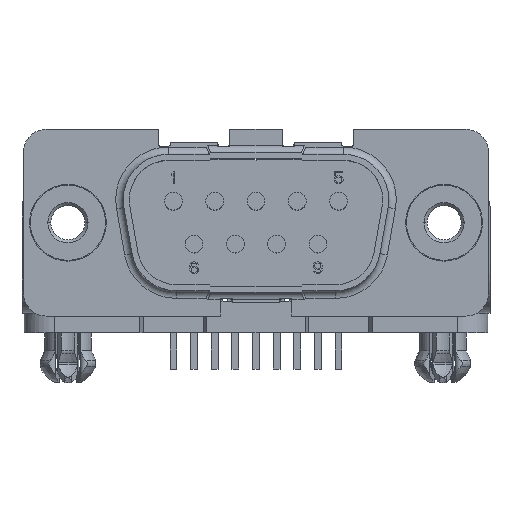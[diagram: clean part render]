
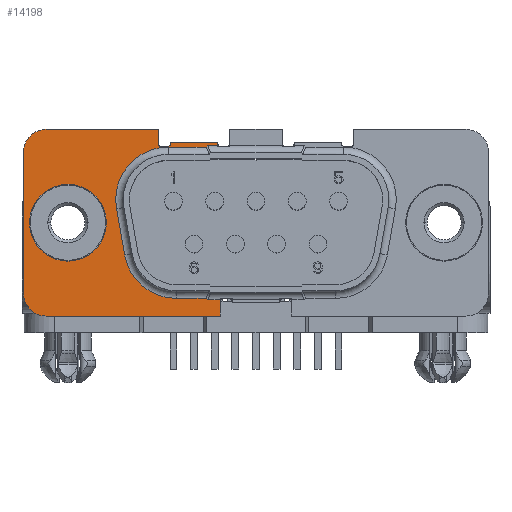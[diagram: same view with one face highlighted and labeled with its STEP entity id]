
A CAD part, top view. The second image highlights one B-rep face of the part: STEP entity #14198.
In plain terms, the highlighted planar face has unit normal (0, 0, 1).
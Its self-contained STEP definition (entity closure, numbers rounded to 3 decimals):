
#2842=CARTESIAN_POINT('',(-12.495,0.,-6.1));
#2843=DIRECTION('',(0.,0.,-1.));
#2844=DIRECTION('',(1.,0.,0.));
#2845=AXIS2_PLACEMENT_3D('',#2842,#2843,#2844);
#2847=CARTESIAN_POINT('',(-12.495,0.,-6.1));
#2848=DIRECTION('',(0.,0.,-1.));
#2849=DIRECTION('',(-1.,0.,0.));
#2850=AXIS2_PLACEMENT_3D('',#2847,#2848,#2849);
#2862=DIRECTION('',(-1.,0.,0.));
#2863=VECTOR('',#2862,0.832);
#2864=CARTESIAN_POINT('',(-2.375,-5.13,-6.1));
#2865=LINE('',#2864,#2863);
#2866=DIRECTION('',(0.,-1.,0.));
#2867=VECTOR('',#2866,0.08);
#2868=CARTESIAN_POINT('',(-2.375,-5.05,-6.1));
#2869=LINE('',#2868,#2867);
#2870=DIRECTION('',(1.,0.,0.));
#2871=VECTOR('',#2870,0.2);
#2872=CARTESIAN_POINT('',(-2.375,-5.05,-6.1));
#2873=LINE('',#2872,#2871);
#2874=DIRECTION('',(0.,1.,0.));
#2875=VECTOR('',#2874,0.95);
#2876=CARTESIAN_POINT('',(-2.375,-6.2,-6.1));
#2877=LINE('',#2876,#2875);
#2878=DIRECTION('',(1.,0.,0.));
#2879=VECTOR('',#2878,11.57);
#2880=CARTESIAN_POINT('',(-13.945,-6.2,-6.1));
#2881=LINE('',#2880,#2879);
#2882=CARTESIAN_POINT('',(-13.945,-4.7,-6.1));
#2883=DIRECTION('',(0.,0.,1.));
#2884=DIRECTION('',(-1.,0.,0.));
#2885=AXIS2_PLACEMENT_3D('',#2882,#2883,#2884);
#2887=DIRECTION('',(0.,-1.,0.));
#2888=VECTOR('',#2887,9.4);
#2889=CARTESIAN_POINT('',(-15.445,4.7,-6.1));
#2890=LINE('',#2889,#2888);
#2891=CARTESIAN_POINT('',(-13.945,4.7,-6.1));
#2892=DIRECTION('',(0.,0.,1.));
#2893=DIRECTION('',(0.,1.,0.));
#2894=AXIS2_PLACEMENT_3D('',#2891,#2892,#2893);
#2896=DIRECTION('',(-1.,0.,0.));
#2897=VECTOR('',#2896,7.46);
#2898=CARTESIAN_POINT('',(-6.485,6.2,-6.1));
#2899=LINE('',#2898,#2897);
#2900=DIRECTION('',(0.,1.,0.));
#2901=VECTOR('',#2900,0.95);
#2902=CARTESIAN_POINT('',(-6.485,5.25,-6.1));
#2903=LINE('',#2902,#2901);
#2904=DIRECTION('',(-1.,0.,0.));
#2905=VECTOR('',#2904,0.4);
#2906=CARTESIAN_POINT('',(-5.885,5.05,-6.1));
#2907=LINE('',#2906,#2905);
#2908=DIRECTION('',(1.,0.,0.));
#2909=VECTOR('',#2908,3.15);
#2910=CARTESIAN_POINT('',(-5.685,5.3,-6.1));
#2911=LINE('',#2910,#2909);
#2912=DIRECTION('',(1.,0.,0.));
#2913=VECTOR('',#2912,0.2);
#2914=CARTESIAN_POINT('',(-2.535,5.05,-6.1));
#2915=LINE('',#2914,#2913);
#2916=DIRECTION('',(0.,1.,0.));
#2917=VECTOR('',#2916,0.08);
#2918=CARTESIAN_POINT('',(-2.535,5.05,-6.1));
#2919=LINE('',#2918,#2917);
#2920=DIRECTION('',(1.,0.,0.));
#2921=VECTOR('',#2920,0.672);
#2922=CARTESIAN_POINT('',(-3.207,5.13,-6.1));
#2923=LINE('',#2922,#2921);
#2924=DIRECTION('',(0.707,0.707,0.));
#2925=VECTOR('',#2924,0.141);
#2926=CARTESIAN_POINT('',(-3.307,5.03,-6.1));
#2927=LINE('',#2926,#2925);
#2928=DIRECTION('',(1.,0.,0.));
#2929=VECTOR('',#2928,2.513);
#2930=CARTESIAN_POINT('',(-5.82,5.03,-6.1));
#2931=LINE('',#2930,#2929);
#2932=CARTESIAN_POINT('',(-5.82,1.53,-6.1));
#2933=DIRECTION('',(0.,0.,-1.));
#2934=DIRECTION('',(-0.985,-0.174,0.));
#2935=AXIS2_PLACEMENT_3D('',#2932,#2933,#2934);
#2937=DIRECTION('',(-0.174,0.985,0.));
#2938=VECTOR('',#2937,3.107);
#2939=CARTESIAN_POINT('',(-8.727,-2.138,-6.1));
#2940=LINE('',#2939,#2938);
#2941=CARTESIAN_POINT('',(-5.28,-1.53,-6.1));
#2942=DIRECTION('',(0.,0.,-1.));
#2943=DIRECTION('',(0.,-1.,0.));
#2944=AXIS2_PLACEMENT_3D('',#2941,#2942,#2943);
#2946=DIRECTION('',(-1.,0.,0.));
#2947=VECTOR('',#2946,1.973);
#2948=CARTESIAN_POINT('',(-3.307,-5.03,-6.1));
#2949=LINE('',#2948,#2947);
#2950=DIRECTION('',(-0.707,0.707,0.));
#2951=VECTOR('',#2950,0.141);
#2952=CARTESIAN_POINT('',(-3.207,-5.13,-6.1));
#2953=LINE('',#2952,#2951);
#4126=CARTESIAN_POINT('',(-3.307,-5.03,-6.1));
#4202=CARTESIAN_POINT('',(-3.207,5.13,-6.1));
#5340=DIRECTION('',(0.,-1.,0.));
#5341=VECTOR('',#5340,0.05);
#5342=CARTESIAN_POINT('',(-5.685,5.3,-6.1));
#5343=LINE('',#5342,#5341);
#5352=DIRECTION('',(0.,-1.,0.));
#5353=VECTOR('',#5352,0.05);
#5354=CARTESIAN_POINT('',(-2.535,5.3,-6.1));
#5355=LINE('',#5354,#5353);
#5373=CARTESIAN_POINT('',(-2.335,5.25,-6.1));
#5374=DIRECTION('',(0.,0.,-1.));
#5375=DIRECTION('',(0.,-1.,0.));
#5376=AXIS2_PLACEMENT_3D('',#5373,#5374,#5375);
#5391=CARTESIAN_POINT('',(-5.885,5.25,-6.1));
#5392=DIRECTION('',(0.,0.,-1.));
#5393=DIRECTION('',(1.,0.,0.));
#5394=AXIS2_PLACEMENT_3D('',#5391,#5392,#5393);
#7899=CARTESIAN_POINT('',(-2.175,-5.25,-6.1));
#7900=DIRECTION('',(0.,0.,-1.));
#7901=DIRECTION('',(-1.,0.,0.));
#7902=AXIS2_PLACEMENT_3D('',#7899,#7900,#7901);
#8041=CARTESIAN_POINT('',(-6.285,5.25,-6.1));
#8042=DIRECTION('',(0.,0.,-1.));
#8043=DIRECTION('',(0.,-1.,0.));
#8044=AXIS2_PLACEMENT_3D('',#8041,#8042,#8043);
#9428=CARTESIAN_POINT('',(-9.945,0.,-6.1));
#9429=CARTESIAN_POINT('',(-15.045,0.,-6.1));
#9430=VERTEX_POINT('',#9428);
#9431=VERTEX_POINT('',#9429);
#9440=CARTESIAN_POINT('',(-6.485,6.2,-6.1));
#9441=CARTESIAN_POINT('',(-13.945,6.2,-6.1));
#9442=VERTEX_POINT('',#9440);
#9443=VERTEX_POINT('',#9441);
#9444=CARTESIAN_POINT('',(-15.445,4.7,-6.1));
#9445=VERTEX_POINT('',#9444);
#9446=CARTESIAN_POINT('',(-15.445,-4.7,-6.1));
#9447=VERTEX_POINT('',#9446);
#9448=CARTESIAN_POINT('',(-13.945,-6.2,-6.1));
#9449=VERTEX_POINT('',#9448);
#9450=CARTESIAN_POINT('',(-2.375,-6.2,-6.1));
#9451=VERTEX_POINT('',#9450);
#10227=CARTESIAN_POINT('',(-5.685,5.3,-6.1));
#10229=VERTEX_POINT('',#10227);
#10233=CARTESIAN_POINT('',(-2.535,5.3,-6.1));
#10235=VERTEX_POINT('',#10233);
#10259=CARTESIAN_POINT('',(-6.485,5.25,-6.1));
#10261=VERTEX_POINT('',#10259);
#10263=CARTESIAN_POINT('',(-6.285,5.05,-6.1));
#10265=VERTEX_POINT('',#10263);
#10284=CARTESIAN_POINT('',(-5.885,5.05,-6.1));
#10285=VERTEX_POINT('',#10284);
#10292=CARTESIAN_POINT('',(-5.685,5.25,-6.1));
#10293=VERTEX_POINT('',#10292);
#10300=CARTESIAN_POINT('',(-2.335,5.05,-6.1));
#10301=VERTEX_POINT('',#10300);
#10302=CARTESIAN_POINT('',(-2.535,5.25,-6.1));
#10303=VERTEX_POINT('',#10302);
#10323=CARTESIAN_POINT('',(-2.175,-5.05,-6.1));
#10325=VERTEX_POINT('',#10323);
#10327=CARTESIAN_POINT('',(-2.375,-5.25,-6.1));
#10329=VERTEX_POINT('',#10327);
#10349=VERTEX_POINT('',#4126);
#10351=VERTEX_POINT('',#4202);
#10372=CARTESIAN_POINT('',(-5.28,-5.03,-6.1));
#10373=CARTESIAN_POINT('',(-8.727,-2.138,-6.1));
#10374=VERTEX_POINT('',#10372);
#10375=VERTEX_POINT('',#10373);
#10378=CARTESIAN_POINT('',(-9.267,0.922,-6.1));
#10379=VERTEX_POINT('',#10378);
#10382=CARTESIAN_POINT('',(-5.82,5.03,-6.1));
#10383=VERTEX_POINT('',#10382);
#10384=CARTESIAN_POINT('',(-3.307,5.03,-6.1));
#10385=VERTEX_POINT('',#10384);
#10522=CARTESIAN_POINT('',(-2.535,5.13,-6.1));
#10523=VERTEX_POINT('',#10522);
#10524=CARTESIAN_POINT('',(-3.207,-5.13,-6.1));
#10525=VERTEX_POINT('',#10524);
#10526=CARTESIAN_POINT('',(-2.375,-5.13,-6.1));
#10527=VERTEX_POINT('',#10526);
#10921=CARTESIAN_POINT('',(-2.375,-5.05,-6.1));
#10923=VERTEX_POINT('',#10921);
#10932=CARTESIAN_POINT('',(-2.535,5.05,-6.1));
#10934=VERTEX_POINT('',#10932);
#14131=CARTESIAN_POINT('',(0.,0.,-6.1));
#14132=DIRECTION('',(0.,0.,1.));
#14133=DIRECTION('',(1.,0.,0.));
#14134=AXIS2_PLACEMENT_3D('',#14131,#14132,#14133);
#14135=PLANE('',#14134);
#14137=ORIENTED_EDGE('',*,*,#14136,.F.);
#14139=ORIENTED_EDGE('',*,*,#14138,.F.);
#14141=ORIENTED_EDGE('',*,*,#14140,.T.);
#14143=ORIENTED_EDGE('',*,*,#14142,.F.);
#14145=ORIENTED_EDGE('',*,*,#14144,.F.);
#14147=ORIENTED_EDGE('',*,*,#14146,.F.);
#14149=ORIENTED_EDGE('',*,*,#14148,.F.);
#14151=ORIENTED_EDGE('',*,*,#14150,.F.);
#14153=ORIENTED_EDGE('',*,*,#14152,.F.);
#14155=ORIENTED_EDGE('',*,*,#14154,.F.);
#14157=ORIENTED_EDGE('',*,*,#14156,.F.);
#14159=ORIENTED_EDGE('',*,*,#14158,.F.);
#14160=ORIENTED_EDGE('',*,*,#14084,.F.);
#14162=ORIENTED_EDGE('',*,*,#14161,.F.);
#14164=ORIENTED_EDGE('',*,*,#14163,.F.);
#14166=ORIENTED_EDGE('',*,*,#14165,.T.);
#14168=ORIENTED_EDGE('',*,*,#14167,.T.);
#14170=ORIENTED_EDGE('',*,*,#14169,.F.);
#14171=ORIENTED_EDGE('',*,*,#14066,.F.);
#14173=ORIENTED_EDGE('',*,*,#14172,.T.);
#14175=ORIENTED_EDGE('',*,*,#14174,.F.);
#14177=ORIENTED_EDGE('',*,*,#14176,.F.);
#14179=ORIENTED_EDGE('',*,*,#14178,.F.);
#14181=ORIENTED_EDGE('',*,*,#14180,.F.);
#14183=ORIENTED_EDGE('',*,*,#14182,.F.);
#14185=ORIENTED_EDGE('',*,*,#14184,.F.);
#14187=ORIENTED_EDGE('',*,*,#14186,.F.);
#14189=ORIENTED_EDGE('',*,*,#14188,.F.);
#14190=EDGE_LOOP('',(#14137,#14139,#14141,#14143,#14145,#14147,#14149,#14151,
#14153,#14155,#14157,#14159,#14160,#14162,#14164,#14166,#14168,#14170,#14171,
#14173,#14175,#14177,#14179,#14181,#14183,#14185,#14187,#14189));
#14191=FACE_OUTER_BOUND('',#14190,.F.);
#14193=ORIENTED_EDGE('',*,*,#14192,.F.);
#14195=ORIENTED_EDGE('',*,*,#14194,.F.);
#14196=EDGE_LOOP('',(#14193,#14195));
#14197=FACE_BOUND('',#14196,.F.);
#14198=ADVANCED_FACE('',(#14191,#14197),#14135,.T.);
#2846=CIRCLE('',#2845,2.55);
#2851=CIRCLE('',#2850,2.55);
#2886=CIRCLE('',#2885,1.5);
#2895=CIRCLE('',#2894,1.5);
#2936=CIRCLE('',#2935,3.5);
#2945=CIRCLE('',#2944,3.5);
#5377=CIRCLE('',#5376,0.2);
#5395=CIRCLE('',#5394,0.2);
#7903=CIRCLE('',#7902,0.2);
#8045=CIRCLE('',#8044,0.2);
#14066=EDGE_CURVE('',#10934,#10301,#2915,.T.);
#14084=EDGE_CURVE('',#10285,#10265,#2907,.T.);
#14136=EDGE_CURVE('',#10527,#10525,#2865,.T.);
#14138=EDGE_CURVE('',#10923,#10527,#2869,.T.);
#14140=EDGE_CURVE('',#10923,#10325,#2873,.T.);
#14142=EDGE_CURVE('',#10329,#10325,#7903,.T.);
#14144=EDGE_CURVE('',#9451,#10329,#2877,.T.);
#14146=EDGE_CURVE('',#9449,#9451,#2881,.T.);
#14148=EDGE_CURVE('',#9447,#9449,#2886,.T.);
#14150=EDGE_CURVE('',#9445,#9447,#2890,.T.);
#14152=EDGE_CURVE('',#9443,#9445,#2895,.T.);
#14154=EDGE_CURVE('',#9442,#9443,#2899,.T.);
#14156=EDGE_CURVE('',#10261,#9442,#2903,.T.);
#14158=EDGE_CURVE('',#10265,#10261,#8045,.T.);
#14161=EDGE_CURVE('',#10293,#10285,#5395,.T.);
#14163=EDGE_CURVE('',#10229,#10293,#5343,.T.);
#14165=EDGE_CURVE('',#10229,#10235,#2911,.T.);
#14167=EDGE_CURVE('',#10235,#10303,#5355,.T.);
#14169=EDGE_CURVE('',#10301,#10303,#5377,.T.);
#14172=EDGE_CURVE('',#10934,#10523,#2919,.T.);
#14174=EDGE_CURVE('',#10351,#10523,#2923,.T.);
#14176=EDGE_CURVE('',#10385,#10351,#2927,.T.);
#14178=EDGE_CURVE('',#10383,#10385,#2931,.T.);
#14180=EDGE_CURVE('',#10379,#10383,#2936,.T.);
#14182=EDGE_CURVE('',#10375,#10379,#2940,.T.);
#14184=EDGE_CURVE('',#10374,#10375,#2945,.T.);
#14186=EDGE_CURVE('',#10349,#10374,#2949,.T.);
#14188=EDGE_CURVE('',#10525,#10349,#2953,.T.);
#14192=EDGE_CURVE('',#9430,#9431,#2846,.T.);
#14194=EDGE_CURVE('',#9431,#9430,#2851,.T.);
